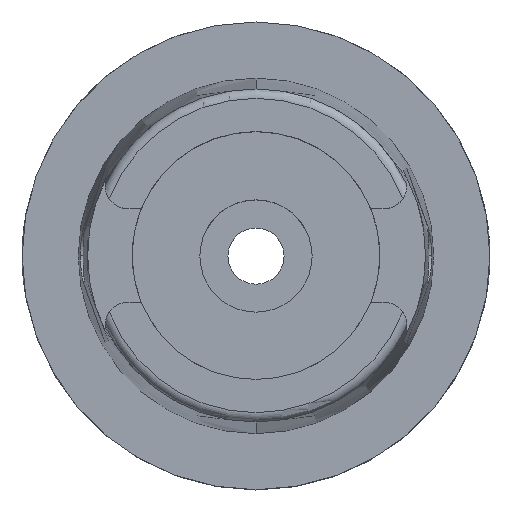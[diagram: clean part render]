
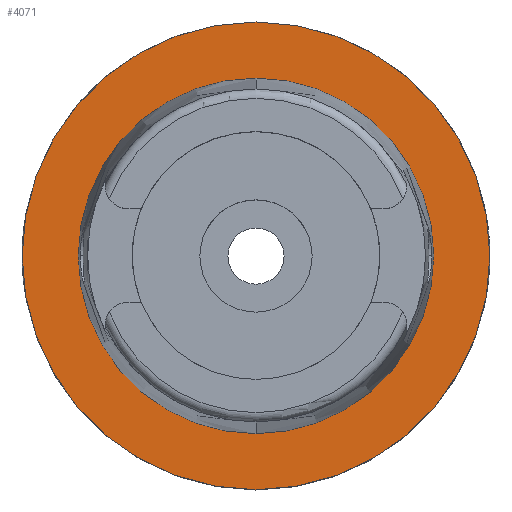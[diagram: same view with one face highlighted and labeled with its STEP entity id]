
A CAD part, top view. The second image highlights one B-rep face of the part: STEP entity #4071.
In plain terms, the highlighted planar face has unit normal (0, 0, 1).
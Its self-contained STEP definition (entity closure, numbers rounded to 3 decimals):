
#2008=CARTESIAN_POINT('',(0.,0.,0.));
#2009=DIRECTION('',(0.,0.,-1.));
#2010=DIRECTION('',(0.,-1.,0.));
#2011=AXIS2_PLACEMENT_3D('',#2008,#2009,#2010);
#2016=CARTESIAN_POINT('',(0.,0.,0.));
#2017=DIRECTION('',(0.,0.,-1.));
#2018=DIRECTION('',(0.,1.,0.));
#2019=AXIS2_PLACEMENT_3D('',#2016,#2017,#2018);
#2024=CARTESIAN_POINT('',(0.,0.,0.));
#2025=DIRECTION('',(0.,0.,1.));
#2026=DIRECTION('',(0.,-1.,0.));
#2027=AXIS2_PLACEMENT_3D('',#2024,#2025,#2026);
#2032=CARTESIAN_POINT('',(0.,0.,0.));
#2033=DIRECTION('',(0.,0.,1.));
#2034=DIRECTION('',(0.,1.,0.));
#2035=AXIS2_PLACEMENT_3D('',#2032,#2033,#2034);
#2332=CARTESIAN_POINT('',(0.,-38.,0.));
#2333=VERTEX_POINT('',#2332);
#2334=CARTESIAN_POINT('',(0.,38.,0.));
#2335=VERTEX_POINT('',#2334);
#2581=CARTESIAN_POINT('',(0.,50.,0.));
#2582=VERTEX_POINT('',#2581);
#2583=CARTESIAN_POINT('',(0.,-50.,0.));
#2584=VERTEX_POINT('',#2583);
#4058=CARTESIAN_POINT('',(0.,0.,0.));
#4059=DIRECTION('',(0.,0.,1.));
#4060=DIRECTION('',(0.,1.,0.));
#4061=AXIS2_PLACEMENT_3D('',#4058,#4059,#4060);
#4062=PLANE('',#4061);
#4063=ORIENTED_EDGE('',*,*,#3823,.T.);
#4064=ORIENTED_EDGE('',*,*,#3932,.T.);
#4065=EDGE_LOOP('',(#4063,#4064));
#4066=FACE_OUTER_BOUND('',#4065,.F.);
#4067=ORIENTED_EDGE('',*,*,#2819,.T.);
#4068=ORIENTED_EDGE('',*,*,#2790,.T.);
#4069=EDGE_LOOP('',(#4067,#4068));
#4070=FACE_BOUND('',#4069,.F.);
#2012=CIRCLE('',#2011,50.);
#2020=CIRCLE('',#2019,50.);
#2028=CIRCLE('',#2027,38.);
#2036=CIRCLE('',#2035,38.);
#2790=EDGE_CURVE('',#2335,#2333,#2036,.T.);
#2819=EDGE_CURVE('',#2333,#2335,#2028,.T.);
#3823=EDGE_CURVE('',#2584,#2582,#2012,.T.);
#3932=EDGE_CURVE('',#2582,#2584,#2020,.T.);
#4071=ADVANCED_FACE('',(#4066,#4070),#4062,.T.);
